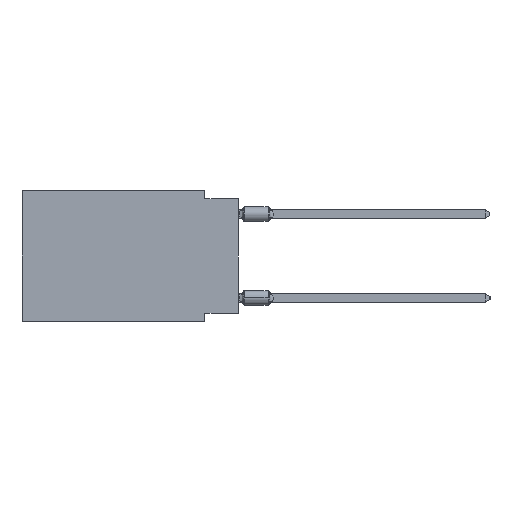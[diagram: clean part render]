
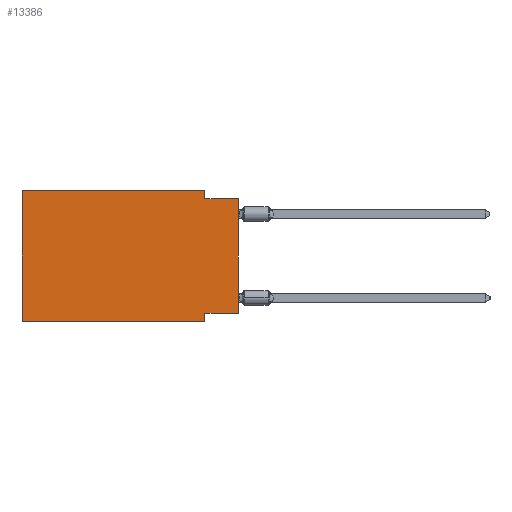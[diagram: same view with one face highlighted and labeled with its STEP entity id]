
A CAD part, left-side view. The second image highlights one B-rep face of the part: STEP entity #13386.
In plain terms, the highlighted planar face has unit normal (-1, 0, 0).
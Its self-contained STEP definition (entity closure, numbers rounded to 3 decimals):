
#353 = VERTEX_POINT ( 'NONE', #41155 ) ;
#853 = DIRECTION ( 'NONE',  ( 0., 0., -1. ) ) ;
#1835 = VERTEX_POINT ( 'NONE', #2850 ) ;
#2171 = CARTESIAN_POINT ( 'NONE',  ( 0., 16.383, -9.906 ) ) ;
#2239 = CARTESIAN_POINT ( 'NONE',  ( 0., 2.54, -9.271 ) ) ;
#2519 = LINE ( 'NONE', #16899, #31542 ) ;
#2776 = CARTESIAN_POINT ( 'NONE',  ( 0., 16.383, 0. ) ) ;
#2850 = CARTESIAN_POINT ( 'NONE',  ( 0., 2.54, 0. ) ) ;
#2880 = CARTESIAN_POINT ( 'NONE',  ( 0., 16.383, 0. ) ) ;
#4397 = VERTEX_POINT ( 'NONE', #2239 ) ;
#5080 = ORIENTED_EDGE ( 'NONE', *, *, #13548, .F. ) ;
#6100 = DIRECTION ( 'NONE',  ( 0., 0., 1. ) ) ;
#7237 = VERTEX_POINT ( 'NONE', #27290 ) ;
#7404 = AXIS2_PLACEMENT_3D ( 'NONE', #29889, #30126, #26352 ) ;
#7977 = ORIENTED_EDGE ( 'NONE', *, *, #27315, .F. ) ;
#8193 = PLANE ( 'NONE',  #7404 ) ;
#8564 = LINE ( 'NONE', #2171, #28644 ) ;
#9463 = EDGE_CURVE ( 'NONE', #38365, #7237, #11713, .T. ) ;
#9610 = LINE ( 'NONE', #2776, #29272 ) ;
#9906 = ORIENTED_EDGE ( 'NONE', *, *, #9463, .F. ) ;
#10165 = LINE ( 'NONE', #17488, #23760 ) ;
#11190 = EDGE_CURVE ( 'NONE', #4397, #41598, #36461, .T. ) ;
#11454 = CARTESIAN_POINT ( 'NONE',  ( 0., 2.54, -9.906 ) ) ;
#11713 = LINE ( 'NONE', #26341, #45713 ) ;
#13335 = DIRECTION ( 'NONE',  ( 0., 0., 1. ) ) ;
#13386 = ADVANCED_FACE ( 'NONE', ( #15724 ), #8193, .F. ) ;
#13548 = EDGE_CURVE ( 'NONE', #19789, #1835, #2519, .T. ) ;
#14914 = EDGE_LOOP ( 'NONE', ( #45937, #9906, #7977, #5080, #26672, #23699, #30605, #30964 ) ) ;
#15530 = VERTEX_POINT ( 'NONE', #16801 ) ;
#15724 = FACE_OUTER_BOUND ( 'NONE', #14914, .T. ) ;
#16801 = CARTESIAN_POINT ( 'NONE',  ( 0., 0., -9.271 ) ) ;
#16899 = CARTESIAN_POINT ( 'NONE',  ( 0., 16.383, 0. ) ) ;
#17488 = CARTESIAN_POINT ( 'NONE',  ( 0., 0., -9.271 ) ) ;
#17616 = CARTESIAN_POINT ( 'NONE',  ( 0., 2.54, -9.906 ) ) ;
#19447 = LINE ( 'NONE', #23008, #25515 ) ;
#19789 = VERTEX_POINT ( 'NONE', #2880 ) ;
#20872 = LINE ( 'NONE', #41421, #37490 ) ;
#21476 = DIRECTION ( 'NONE',  ( 0., 1., 0. ) ) ;
#22108 = CARTESIAN_POINT ( 'NONE',  ( 0., 2.54, -0.635 ) ) ;
#22722 = DIRECTION ( 'NONE',  ( 0., -1., 0. ) ) ;
#23008 = CARTESIAN_POINT ( 'NONE',  ( 0., 2.54, 0. ) ) ;
#23307 = EDGE_CURVE ( 'NONE', #15530, #4397, #10165, .T. ) ;
#23699 = ORIENTED_EDGE ( 'NONE', *, *, #42262, .T. ) ;
#23760 = VECTOR ( 'NONE', #21476, 1000. ) ;
#25515 = VECTOR ( 'NONE', #37619, 1000. ) ;
#26341 = CARTESIAN_POINT ( 'NONE',  ( 0., 0., -0.635 ) ) ;
#26352 = DIRECTION ( 'NONE',  ( 0., 0., -1. ) ) ;
#26672 = ORIENTED_EDGE ( 'NONE', *, *, #38238, .F. ) ;
#27290 = CARTESIAN_POINT ( 'NONE',  ( 0., 0., -0.635 ) ) ;
#27315 = EDGE_CURVE ( 'NONE', #1835, #38365, #19447, .T. ) ;
#27742 = VECTOR ( 'NONE', #853, 1000. ) ;
#28644 = VECTOR ( 'NONE', #22722, 1000. ) ;
#29272 = VECTOR ( 'NONE', #6100, 1000. ) ;
#29889 = CARTESIAN_POINT ( 'NONE',  ( 0., 16.383, 0. ) ) ;
#30126 = DIRECTION ( 'NONE',  ( 1., 0., 0. ) ) ;
#30605 = ORIENTED_EDGE ( 'NONE', *, *, #11190, .F. ) ;
#30964 = ORIENTED_EDGE ( 'NONE', *, *, #23307, .F. ) ;
#31287 = DIRECTION ( 'NONE',  ( 0., -1., 0. ) ) ;
#31542 = VECTOR ( 'NONE', #31287, 1000. ) ;
#36461 = LINE ( 'NONE', #11454, #27742 ) ;
#36501 = DIRECTION ( 'NONE',  ( 0., -1., 0. ) ) ;
#37490 = VECTOR ( 'NONE', #13335, 1000. ) ;
#37619 = DIRECTION ( 'NONE',  ( 0., 0., -1. ) ) ;
#38238 = EDGE_CURVE ( 'NONE', #353, #19789, #9610, .T. ) ;
#38365 = VERTEX_POINT ( 'NONE', #22108 ) ;
#41155 = CARTESIAN_POINT ( 'NONE',  ( 0., 16.383, -9.906 ) ) ;
#41421 = CARTESIAN_POINT ( 'NONE',  ( 0., 0., 0. ) ) ;
#41598 = VERTEX_POINT ( 'NONE', #17616 ) ;
#42262 = EDGE_CURVE ( 'NONE', #353, #41598, #8564, .T. ) ;
#45371 = EDGE_CURVE ( 'NONE', #15530, #7237, #20872, .T. ) ;
#45713 = VECTOR ( 'NONE', #36501, 1000. ) ;
#45937 = ORIENTED_EDGE ( 'NONE', *, *, #45371, .T. ) ;
